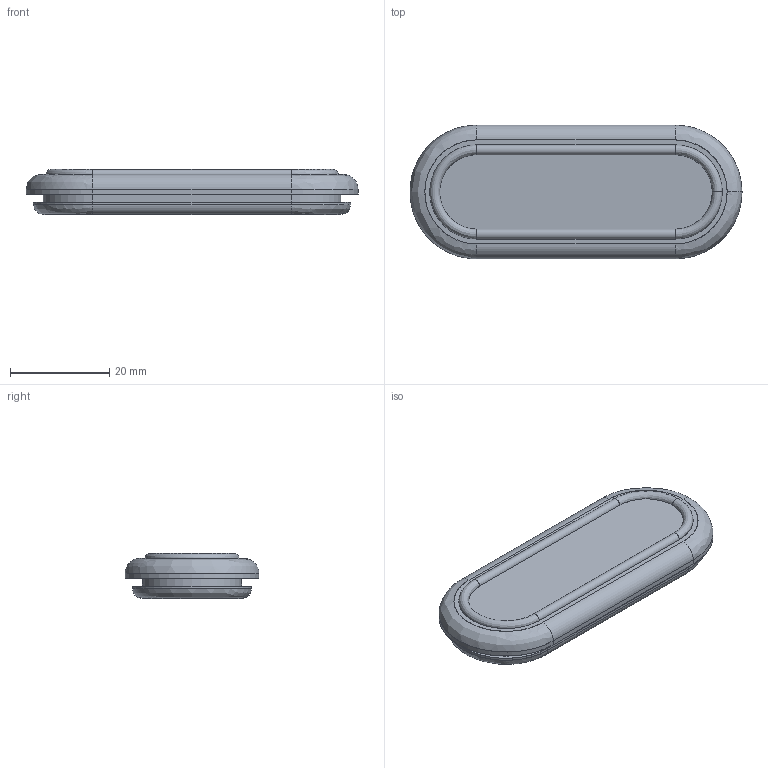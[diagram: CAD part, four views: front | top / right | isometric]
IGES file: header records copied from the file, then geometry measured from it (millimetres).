
Start section: SolidWorks IGES file using analytic representation for surfaces
Global section: file name:C-30-SG-20×60A-EP-UL.IGS; native system: SolidWorks 2011; preprocessor: SolidWorks 2011; author: 1337yo; date: 111202.172644; units: millimetre
Bounding box: 67 x 27 x 9.1 mm (x, y, z)
Surface area: 5945.1 mm2 (no closed solid volume)
Topology: 0 solids, 0 shells, 41 faces, 480 edges, 480 vertices
Faces by surface type: bspline 23, revolution 18
